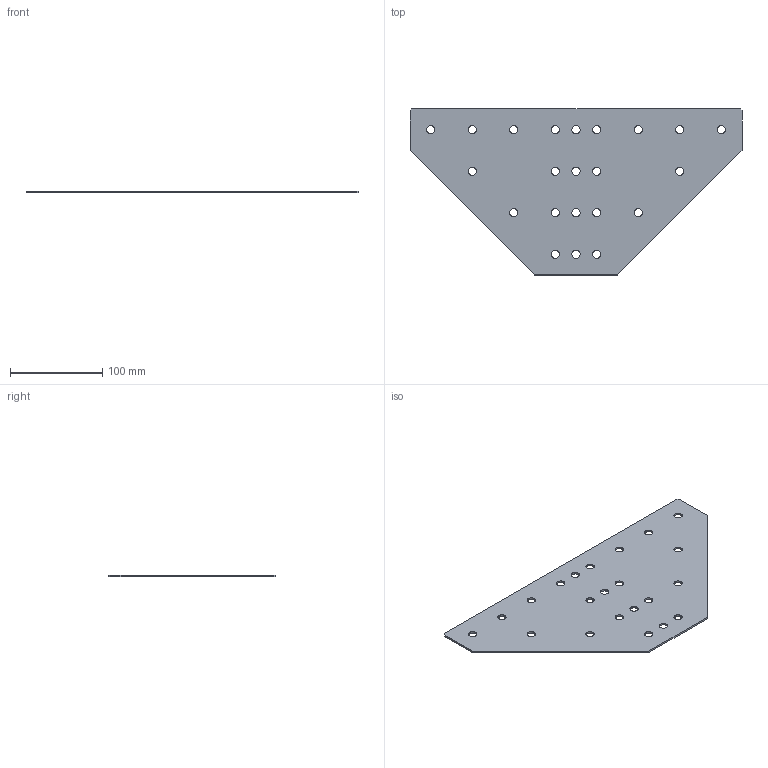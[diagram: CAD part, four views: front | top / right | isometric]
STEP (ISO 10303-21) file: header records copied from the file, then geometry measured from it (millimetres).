
FILE_DESCRIPTION (( 'STEP AP214' ), '1' );
FILE_NAME ('Ò-ïëàñòèíà 45 ñåðèÿ óíèâ. 22îòâ 180õ360õ2.STEP', '2022-03-05T10:23:12', ( 'user' ), ( '' ), 'SwSTEP 2.0', 'SolidWorks 2021', '' );
FILE_SCHEMA (( 'AUTOMOTIVE_DESIGN' ));
Length unit declared in the file: millimetre
Products named in the file (1): Ò-ïëàñòèíà 45 ñåðèÿ óíèâ. 22îòâ 180õ360õ2
Bounding box: 360 x 180 x 2 mm (x, y, z)
Volume: 90342.8 mm3; surface area: 93425.9 mm2
Topology: 1 solids, 1 shells, 54 faces, 156 edges, 104 vertices
Faces by surface type: cylinder 44, plane 10
Entity records: 1950 total; most frequent: DIRECTION 354, CARTESIAN_POINT 315, ORIENTED_EDGE 312, EDGE_CURVE 156, AXIS2_PLACEMENT_3D 143, VERTEX_POINT 104, EDGE_LOOP 98, CIRCLE 88
